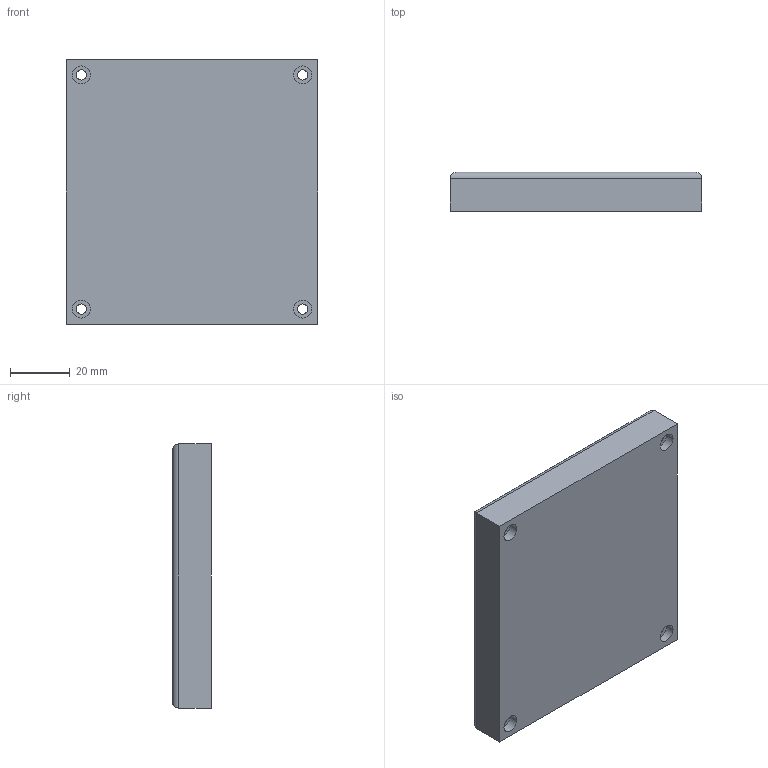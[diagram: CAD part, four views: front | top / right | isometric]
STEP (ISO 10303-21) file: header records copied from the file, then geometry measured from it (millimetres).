
FILE_DESCRIPTION(/* description */ (''),/* implementation_level */ '2;1');
FILE_NAME(/* name */ 'Bottom.step',/* time_stamp */ '2025-07-10T08:45:35-07:00',/* author */ (''),/* organization */ (''),/* preprocessor_version */ 'ST-DEVELOPER v20.1',/* originating_system */ 'Autodesk Translation Framework v14.10.0.0',/* authorisation */ '');
FILE_SCHEMA (('AUTOMOTIVE_DESIGN { 1 0 10303 214 3 1 1 }'));
Length unit declared in the file: millimetre
Products named in the file (2): Hackpad; Component1
Assembly tree (1 placements, depth 2):
  Hackpad
    Component1
Bounding box: 83.8 x 13 x 88.1 mm (x, y, z)
Volume: 50062.6 mm3; surface area: 22152.8 mm2
Topology: 1 solids, 1 shells, 315 faces, 866 edges, 576 vertices
Faces by surface type: bspline 208, plane 94, cylinder 13
Full cylindrical faces by diameter (mm): 3.4 x4, 6 x4
Entity records: 11966 total; most frequent: CARTESIAN_POINT 5296, ORIENTED_EDGE 1732, EDGE_CURVE 866, DIRECTION 692, VERTEX_POINT 576, LINE 428, VECTOR 428, B_SPLINE_CURVE_WITH_KNOTS 416
